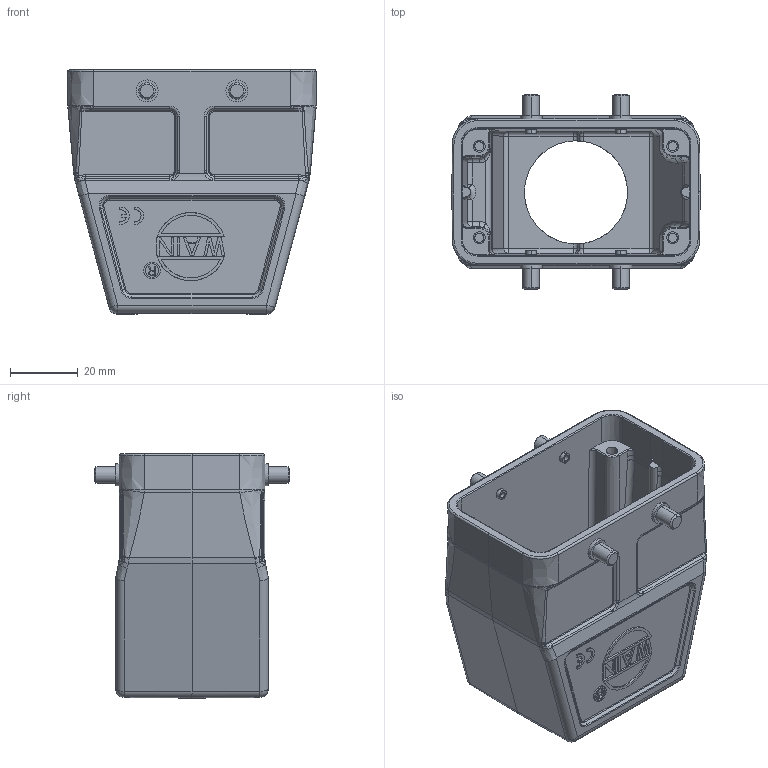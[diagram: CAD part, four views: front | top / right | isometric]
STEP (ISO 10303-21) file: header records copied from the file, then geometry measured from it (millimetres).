
FILE_DESCRIPTION((''),'2;1');
FILE_NAME('3D_1120104305004_H10B-MTEH-4B-M','2023-12-05T',('yp.zhu'),(''),'PRO/ENGINEER BY PARAMETRIC TECHNOLOGY CORPORATION, 2012480','PRO/ENGINEER BY PARAMETRIC TECHNOLOGY CORPORATION, 2012480','');
FILE_SCHEMA(('CONFIG_CONTROL_DESIGN'));
Length unit declared in the file: millimetre
Products named in the file (1): 3D_1120104305004_H10B-MTEH-4B-M
Bounding box: 73.2 x 57.6 x 72 mm (x, y, z)
Volume: 60134.9 mm3; surface area: 32311 mm2
Topology: 1 solids, 1 shells, 736 faces, 1759 edges, 1060 vertices
Faces by surface type: plane 277, cylinder 183, bspline 159, torus 49, cone 46, sphere 14, extrusion 8
Entity records: 28338 total; most frequent: CARTESIAN_POINT 12619, ORIENTED_EDGE 3482, DIRECTION 2857, EDGE_CURVE 1741, VERTEX_POINT 1060, AXIS2_PLACEMENT_3D 990, VECTOR 877, LINE 869
